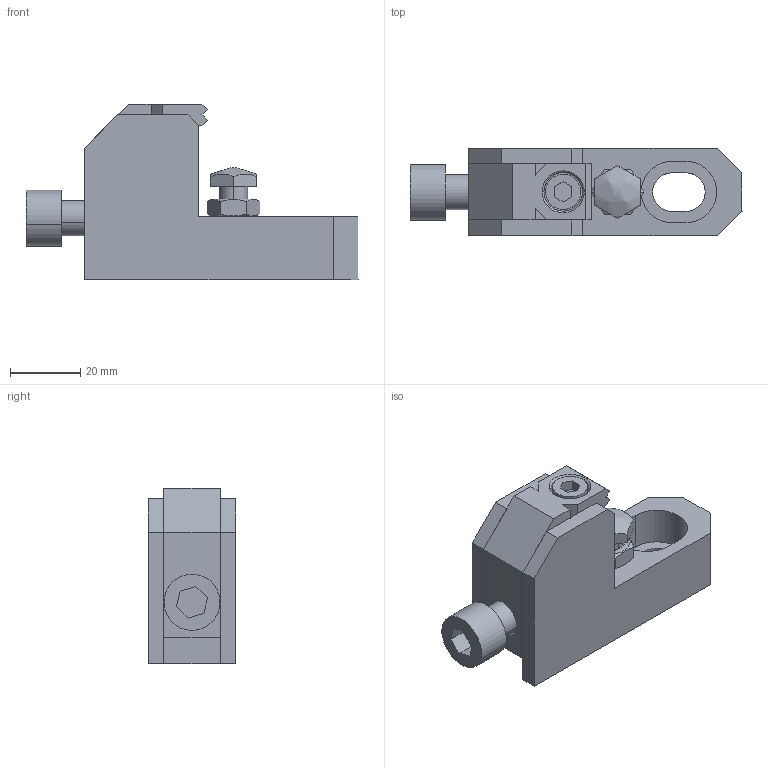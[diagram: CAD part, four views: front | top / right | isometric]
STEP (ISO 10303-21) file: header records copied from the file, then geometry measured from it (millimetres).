
FILE_DESCRIPTION (( 'STEP AP203' ), '1' );
FILE_NAME ('cp100-10050.STEP', '2021-10-25T23:49:10', ( '' ), ( '' ), 'SwSTEP 2.0', 'SolidWorks 2020', '' );
FILE_SCHEMA (( 'CONFIG_CONTROL_DESIGN' ));
Length unit declared in the file: millimetre
Products named in the file (4): cp100-10050_03; cp100-10050_01; cp100-10050_02; cp100-10050
Assembly tree (3 placements, depth 2):
  cp100-10050
    cp100-10050_01
    cp100-10050_02
    cp100-10050_03
Bounding box: 94.7 x 25 x 50 mm (x, y, z)
Volume: 52223.6 mm3; surface area: 20910.2 mm2
Topology: 3 solids, 4 shells, 157 faces, 385 edges, 251 vertices
Faces by surface type: plane 97, cylinder 42, cone 16, bspline 2
Entity records: 5294 total; most frequent: CARTESIAN_POINT 1125, DIRECTION 778, ORIENTED_EDGE 770, EDGE_CURVE 385, AXIS2_PLACEMENT_3D 260, VECTOR 258, LINE 258, VERTEX_POINT 251
